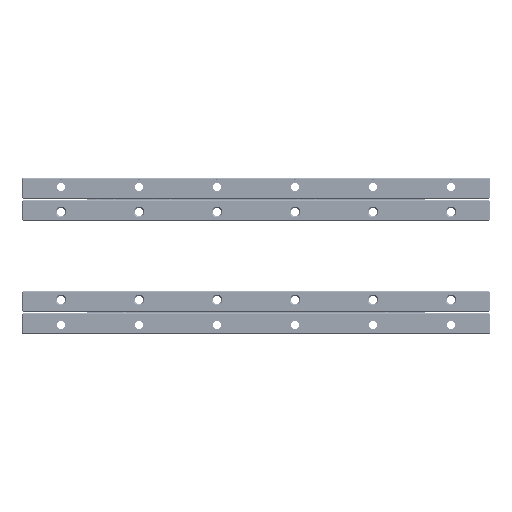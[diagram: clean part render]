
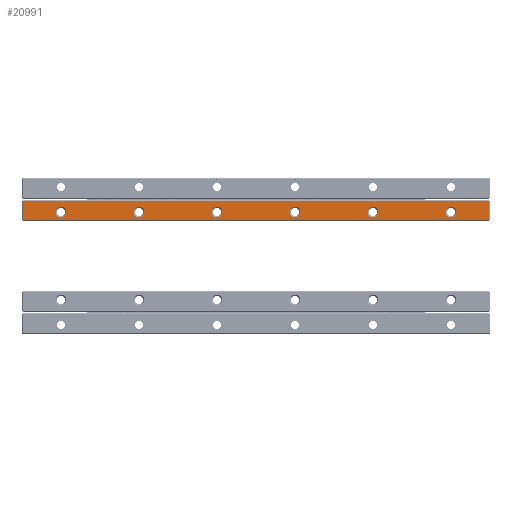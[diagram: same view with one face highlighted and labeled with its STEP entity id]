
A CAD part, top view. The second image highlights one B-rep face of the part: STEP entity #20991.
In plain terms, the highlighted planar face has unit normal (0, 0, 1).
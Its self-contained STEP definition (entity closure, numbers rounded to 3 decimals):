
#13733=FACE_BOUND('',#36177,.T.);
#13734=FACE_BOUND('',#36178,.T.);
#13735=FACE_BOUND('',#36179,.T.);
#13736=FACE_BOUND('',#36180,.T.);
#13737=FACE_BOUND('',#36181,.T.);
#13738=FACE_BOUND('',#36182,.T.);
#13739=FACE_BOUND('',#36183,.T.);
#16454=CIRCLE('',#125942,2.7);
#16455=CIRCLE('',#125943,2.7);
#16456=CIRCLE('',#125944,2.7);
#16457=CIRCLE('',#125945,2.7);
#16458=CIRCLE('',#125946,2.7);
#16459=CIRCLE('',#125947,2.7);
#20991=ADVANCED_FACE('',(#13733,#13734,#13735,#13736,#13737,#13738,#13739),
#26969,.T.);
#26969=PLANE('',#125948);
#36177=EDGE_LOOP('',(#45613,#45614,#45615,#45616));
#36178=EDGE_LOOP('',(#45617));
#36179=EDGE_LOOP('',(#45618));
#36180=EDGE_LOOP('',(#45619));
#36181=EDGE_LOOP('',(#45620));
#36182=EDGE_LOOP('',(#45621));
#36183=EDGE_LOOP('',(#45622));
#45613=ORIENTED_EDGE('',*,*,#88903,.T.);
#45614=ORIENTED_EDGE('',*,*,#88904,.T.);
#45615=ORIENTED_EDGE('',*,*,#88905,.T.);
#45616=ORIENTED_EDGE('',*,*,#88906,.T.);
#45617=ORIENTED_EDGE('',*,*,#88907,.T.);
#45618=ORIENTED_EDGE('',*,*,#88908,.T.);
#45619=ORIENTED_EDGE('',*,*,#88909,.T.);
#45620=ORIENTED_EDGE('',*,*,#88910,.T.);
#45621=ORIENTED_EDGE('',*,*,#88911,.T.);
#45622=ORIENTED_EDGE('',*,*,#88912,.T.);
#77329=VERTEX_POINT('',#170694);
#77330=VERTEX_POINT('',#170695);
#77331=VERTEX_POINT('',#170697);
#77332=VERTEX_POINT('',#170699);
#77333=VERTEX_POINT('',#170702);
#77334=VERTEX_POINT('',#170704);
#77335=VERTEX_POINT('',#170706);
#77336=VERTEX_POINT('',#170708);
#77337=VERTEX_POINT('',#170710);
#77338=VERTEX_POINT('',#170712);
#88903=EDGE_CURVE('',#77329,#77330,#104735,.T.);
#88904=EDGE_CURVE('',#77330,#77331,#104736,.T.);
#88905=EDGE_CURVE('',#77331,#77332,#104737,.T.);
#88906=EDGE_CURVE('',#77332,#77329,#104738,.T.);
#88907=EDGE_CURVE('',#77333,#77333,#16454,.T.);
#88908=EDGE_CURVE('',#77334,#77334,#16455,.T.);
#88909=EDGE_CURVE('',#77335,#77335,#16456,.T.);
#88910=EDGE_CURVE('',#77336,#77336,#16457,.T.);
#88911=EDGE_CURVE('',#77337,#77337,#16458,.T.);
#88912=EDGE_CURVE('',#77338,#77338,#16459,.T.);
#104735=LINE('',#170693,#115051);
#104736=LINE('',#170696,#115052);
#104737=LINE('',#170698,#115053);
#104738=LINE('',#170700,#115054);
#115051=VECTOR('',#138256,1.);
#115052=VECTOR('',#138257,1.);
#115053=VECTOR('',#138258,1.);
#115054=VECTOR('',#138259,1.);
#125942=AXIS2_PLACEMENT_3D('',#170701,#138260,#138261);
#125943=AXIS2_PLACEMENT_3D('',#170703,#138262,#138263);
#125944=AXIS2_PLACEMENT_3D('',#170705,#138264,#138265);
#125945=AXIS2_PLACEMENT_3D('',#170707,#138266,#138267);
#125946=AXIS2_PLACEMENT_3D('',#170709,#138268,#138269);
#125947=AXIS2_PLACEMENT_3D('',#170711,#138270,#138271);
#125948=AXIS2_PLACEMENT_3D('',#170713,#138272,#138273);
#138256=DIRECTION('',(0.,-1.,0.));
#138257=DIRECTION('',(1.,0.,0.));
#138258=DIRECTION('',(0.,1.,0.));
#138259=DIRECTION('',(-1.,0.,0.));
#138260=DIRECTION('',(0.,0.,-1.));
#138261=DIRECTION('',(-1.,0.,0.));
#138262=DIRECTION('',(0.,0.,-1.));
#138263=DIRECTION('',(-1.,0.,0.));
#138264=DIRECTION('',(0.,0.,-1.));
#138265=DIRECTION('',(-1.,0.,0.));
#138266=DIRECTION('',(0.,0.,-1.));
#138267=DIRECTION('',(-1.,0.,0.));
#138268=DIRECTION('',(0.,0.,-1.));
#138269=DIRECTION('',(-1.,0.,0.));
#138270=DIRECTION('',(0.,0.,-1.));
#138271=DIRECTION('',(-1.,0.,0.));
#138272=DIRECTION('',(0.,0.,1.));
#138273=DIRECTION('',(1.,0.,0.));
#170693=CARTESIAN_POINT('',(0.5,70.7,8.));
#170694=CARTESIAN_POINT('',(0.5,75.5,8.));
#170695=CARTESIAN_POINT('',(0.5,65.9,8.));
#170696=CARTESIAN_POINT('',(120.,65.9,8.));
#170697=CARTESIAN_POINT('',(239.5,65.9,8.));
#170698=CARTESIAN_POINT('',(239.5,70.7,8.));
#170699=CARTESIAN_POINT('',(239.5,75.5,8.));
#170700=CARTESIAN_POINT('',(120.,75.5,8.));
#170701=CARTESIAN_POINT('',(100.,69.9,8.));
#170702=CARTESIAN_POINT('',(97.3,69.9,8.));
#170703=CARTESIAN_POINT('',(140.,69.9,8.));
#170704=CARTESIAN_POINT('',(137.3,69.9,8.));
#170705=CARTESIAN_POINT('',(20.,69.9,8.));
#170706=CARTESIAN_POINT('',(17.3,69.9,8.));
#170707=CARTESIAN_POINT('',(220.,69.9,8.));
#170708=CARTESIAN_POINT('',(217.3,69.9,8.));
#170709=CARTESIAN_POINT('',(60.,69.9,8.));
#170710=CARTESIAN_POINT('',(57.3,69.9,8.));
#170711=CARTESIAN_POINT('',(180.,69.9,8.));
#170712=CARTESIAN_POINT('',(177.3,69.9,8.));
#170713=CARTESIAN_POINT('',(120.,70.7,8.));
